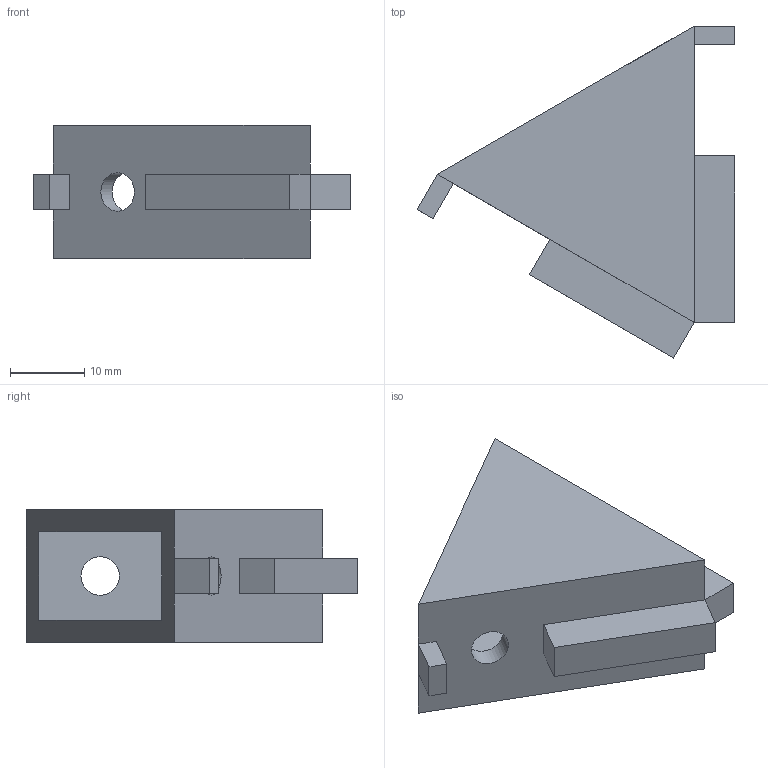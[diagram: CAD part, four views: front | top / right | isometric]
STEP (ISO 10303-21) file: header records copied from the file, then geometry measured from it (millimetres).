
FILE_DESCRIPTION(/* description */ (''),/* implementation_level */ '2;1');
FILE_NAME(/* name */ '60 Degree Brace.step',/* time_stamp */ '2025-11-18T11:03:24-05:00',/* author */ (''),/* organization */ (''),/* preprocessor_version */ 'ST-DEVELOPER v20.1',/* originating_system */ 'Autodesk Translation Framework v14.21.0.0',/* authorisation */ '');
FILE_SCHEMA (('AUTOMOTIVE_DESIGN { 1 0 10303 214 3 1 1 }'));
Length unit declared in the file: millimetre
Products named in the file (1): 60 Degree Brace
Bounding box: 42.89 x 44.76 x 18 mm (x, y, z)
Volume: 7980.1 mm3; surface area: 5664 mm2
Topology: 1 solids, 1 shells, 31 faces, 74 edges, 46 vertices
Faces by surface type: plane 29, cylinder 2
Full cylindrical faces by diameter (mm): 5.2 x2
Entity records: 920 total; most frequent: CARTESIAN_POINT 152, ORIENTED_EDGE 148, DIRECTION 142, EDGE_CURVE 74, LINE 70, VECTOR 70, VERTEX_POINT 46, EDGE_LOOP 36
